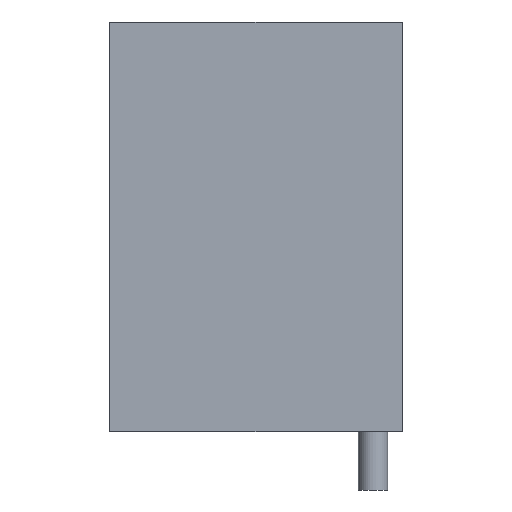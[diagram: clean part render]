
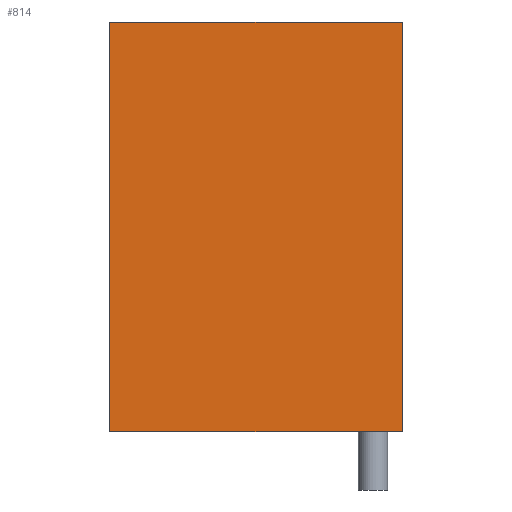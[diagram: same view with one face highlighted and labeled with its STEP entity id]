
A CAD part, front view. The second image highlights one B-rep face of the part: STEP entity #814.
In plain terms, the highlighted planar face has unit normal (0, -1, 0).
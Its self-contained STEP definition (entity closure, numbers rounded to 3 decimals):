
#3 = CARTESIAN_POINT ( 'NONE',  ( 0., 0., 0. ) ) ;
#14 = PLANE ( 'NONE',  #520 ) ;
#30 = ORIENTED_EDGE ( 'NONE', *, *, #749, .T. ) ;
#61 = VERTEX_POINT ( 'NONE', #3 ) ;
#81 = LINE ( 'NONE', #223, #861 ) ;
#160 = VECTOR ( 'NONE', #922, 1000. ) ;
#187 = VERTEX_POINT ( 'NONE', #770 ) ;
#223 = CARTESIAN_POINT ( 'NONE',  ( 75., 0., 105. ) ) ;
#243 = EDGE_CURVE ( 'NONE', #187, #649, #81, .T. ) ;
#278 = CARTESIAN_POINT ( 'NONE',  ( 0., 0., 105. ) ) ;
#279 = EDGE_CURVE ( 'NONE', #515, #61, #500, .T. ) ;
#296 = DIRECTION ( 'NONE',  ( 0., 0., -1. ) ) ;
#300 = DIRECTION ( 'NONE',  ( 0., 0., 1. ) ) ;
#314 = EDGE_CURVE ( 'NONE', #515, #187, #647, .T. ) ;
#460 = CARTESIAN_POINT ( 'NONE',  ( 0., 0., 105. ) ) ;
#483 = CARTESIAN_POINT ( 'NONE',  ( 0., 0., 105. ) ) ;
#490 = CARTESIAN_POINT ( 'NONE',  ( 0., 0., 0. ) ) ;
#500 = LINE ( 'NONE', #728, #680 ) ;
#503 = DIRECTION ( 'NONE',  ( 0., 1., 0. ) ) ;
#515 = VERTEX_POINT ( 'NONE', #483 ) ;
#520 = AXIS2_PLACEMENT_3D ( 'NONE', #460, #503, #300 ) ;
#565 = DIRECTION ( 'NONE',  ( 0., 0., -1. ) ) ;
#566 = ORIENTED_EDGE ( 'NONE', *, *, #243, .F. ) ;
#631 = LINE ( 'NONE', #490, #160 ) ;
#640 = DIRECTION ( 'NONE',  ( 1., 0., 0. ) ) ;
#647 = LINE ( 'NONE', #278, #784 ) ;
#649 = VERTEX_POINT ( 'NONE', #912 ) ;
#665 = EDGE_LOOP ( 'NONE', ( #30, #566, #905, #703 ) ) ;
#680 = VECTOR ( 'NONE', #565, 1000. ) ;
#703 = ORIENTED_EDGE ( 'NONE', *, *, #279, .T. ) ;
#728 = CARTESIAN_POINT ( 'NONE',  ( 0., 0., 105. ) ) ;
#742 = FACE_OUTER_BOUND ( 'NONE', #665, .T. ) ;
#749 = EDGE_CURVE ( 'NONE', #61, #649, #631, .T. ) ;
#770 = CARTESIAN_POINT ( 'NONE',  ( 75., 0., 105. ) ) ;
#784 = VECTOR ( 'NONE', #640, 1000. ) ;
#814 = ADVANCED_FACE ( 'NONE', ( #742 ), #14, .F. ) ;
#861 = VECTOR ( 'NONE', #296, 1000. ) ;
#905 = ORIENTED_EDGE ( 'NONE', *, *, #314, .F. ) ;
#912 = CARTESIAN_POINT ( 'NONE',  ( 75., 0., 0. ) ) ;
#922 = DIRECTION ( 'NONE',  ( 1., 0., 0. ) ) ;
